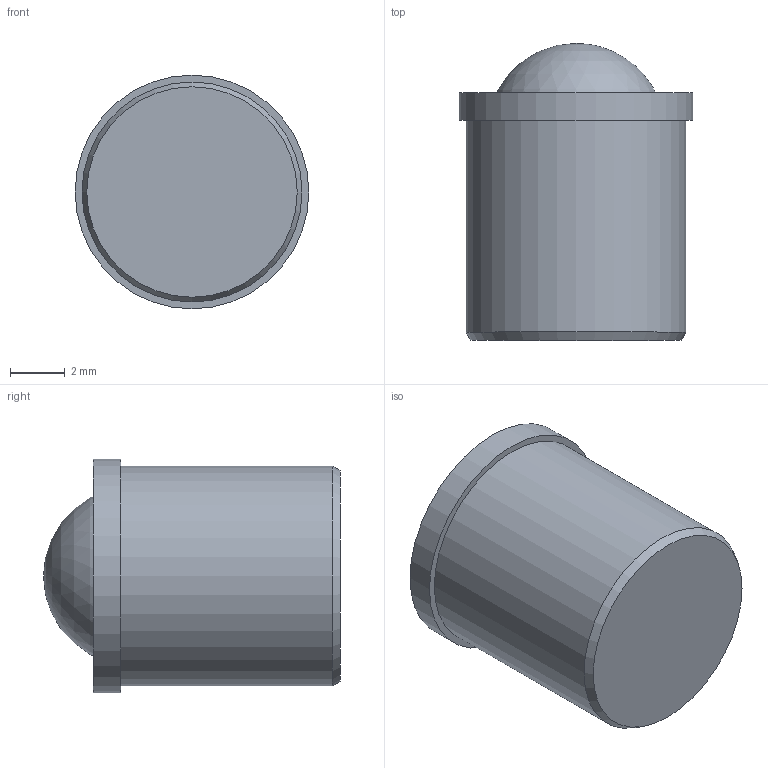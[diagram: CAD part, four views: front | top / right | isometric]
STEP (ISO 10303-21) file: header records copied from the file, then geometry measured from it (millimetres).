
FILE_DESCRIPTION( ( 'STEP AP214' ), '1' );
FILE_NAME( 'K0333.08.stp', '2020-12-03T08:58:13', ( '' ), ( '' ), ' ', 'PARTsolutions', ' ' );
FILE_SCHEMA( ( 'AUTOMOTIVE_DESIGN { 1 0 10303 214 1 1 1 1 }' ) );
Length unit declared in the file: millimetre
Products named in the file (1): _K0333.08
Bounding box: 8.5 x 10.8 x 8.5 mm (x, y, z)
Volume: 354.6 mm3; surface area: 602.6 mm2
Topology: 1 solids, 2 shells, 11 faces, 22 edges, 15 vertices
Faces by surface type: cylinder 4, plane 4, sphere 2, cone 1
Full cylindrical faces by diameter (mm): 6.48 x2, 8 x1, 8.5 x1
Entity records: 314 total; most frequent: DIRECTION 42, CARTESIAN_POINT 32, AXIS2_PLACEMENT_3D 21, EDGE_LOOP 18, ORIENTED_EDGE 18, FACE_OUTER_BOUND 15, STYLED_ITEM 11, PRESENTATION_STYLE_ASSIGNMENT 11
